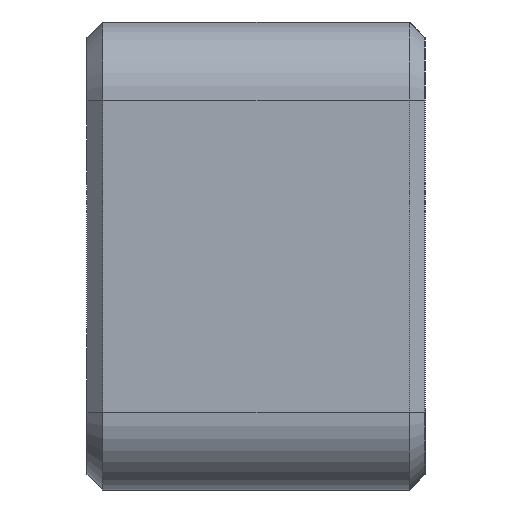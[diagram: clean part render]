
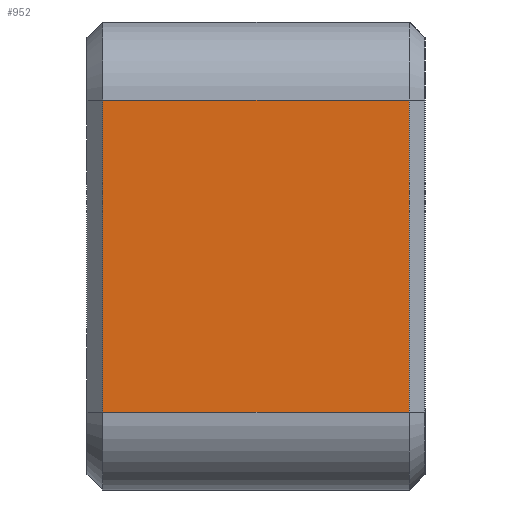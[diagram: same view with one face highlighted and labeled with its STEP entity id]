
A CAD part, left-side view. The second image highlights one B-rep face of the part: STEP entity #952.
In plain terms, the highlighted planar face has unit normal (-1, 0, 0).
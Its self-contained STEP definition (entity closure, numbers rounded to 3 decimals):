
#75=PLANE('',#1076);
#127=FACE_OUTER_BOUND('',#192,.T.);
#192=EDGE_LOOP('',(#869,#870,#871,#872));
#233=LINE('',#1541,#312);
#270=LINE('',#1644,#349);
#272=LINE('',#1648,#351);
#273=LINE('',#1650,#352);
#312=VECTOR('',#1239,10.);
#349=VECTOR('',#1364,10.);
#351=VECTOR('',#1370,10.);
#352=VECTOR('',#1373,10.);
#457=VERTEX_POINT('',#1534);
#459=VERTEX_POINT('',#1540);
#479=VERTEX_POINT('',#1624);
#481=VERTEX_POINT('',#1640);
#558=EDGE_CURVE('',#457,#459,#233,.T.);
#612=EDGE_CURVE('',#479,#481,#270,.T.);
#614=EDGE_CURVE('',#481,#457,#272,.T.);
#615=EDGE_CURVE('',#459,#479,#273,.T.);
#869=ORIENTED_EDGE('',*,*,#558,.F.);
#870=ORIENTED_EDGE('',*,*,#614,.F.);
#871=ORIENTED_EDGE('',*,*,#612,.F.);
#872=ORIENTED_EDGE('',*,*,#615,.F.);
#952=ADVANCED_FACE('',(#127),#75,.T.);
#1076=AXIS2_PLACEMENT_3D('',#1649,#1371,#1372);
#1239=DIRECTION('',(0.,0.,-1.));
#1364=DIRECTION('',(0.,0.,1.));
#1370=DIRECTION('',(0.,-1.,0.));
#1371=DIRECTION('center_axis',(-1.,0.,0.));
#1372=DIRECTION('ref_axis',(0.,-1.,0.));
#1373=DIRECTION('',(0.,1.,0.));
#1534=CARTESIAN_POINT('',(-30.,0.6,15.));
#1540=CARTESIAN_POINT('',(-30.,0.6,3.));
#1541=CARTESIAN_POINT('',(-30.,0.6,0.));
#1624=CARTESIAN_POINT('',(-30.,12.4,3.));
#1640=CARTESIAN_POINT('',(-30.,12.4,15.));
#1644=CARTESIAN_POINT('',(-30.,12.4,0.));
#1648=CARTESIAN_POINT('',(-30.,9.75,15.));
#1649=CARTESIAN_POINT('Origin',(-30.,13.,0.));
#1650=CARTESIAN_POINT('',(-30.,9.75,3.));
